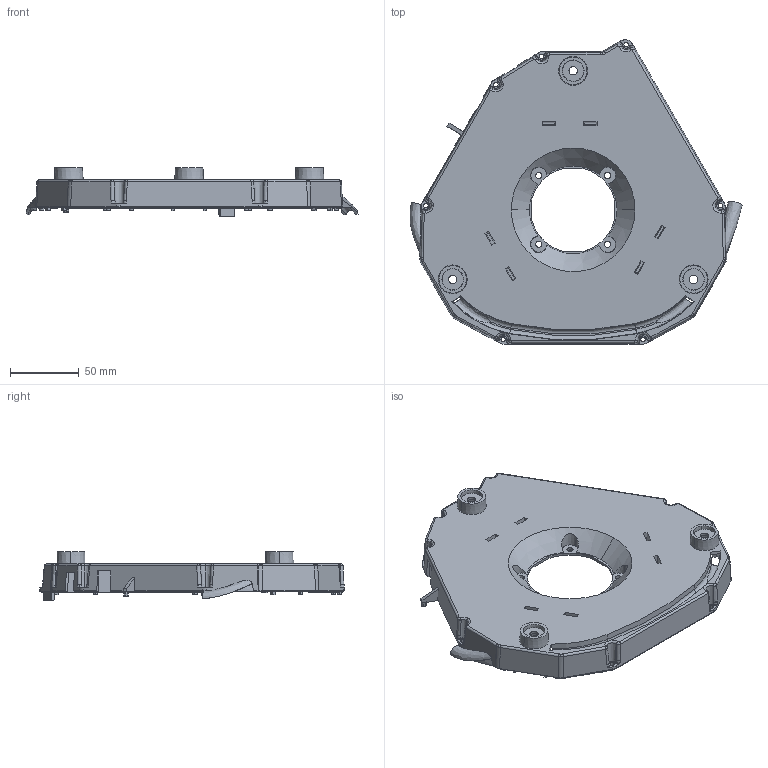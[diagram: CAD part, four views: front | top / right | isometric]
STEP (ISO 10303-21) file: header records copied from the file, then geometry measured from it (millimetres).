
FILE_DESCRIPTION (( 'STEP AP214' ), '1' );
FILE_NAME ('86011BaseEnclFinal.STEP', '2018-10-09T18:24:50', ( '' ), ( '' ), 'SwSTEP 2.0', 'SolidWorks 2018', '' );
FILE_SCHEMA (( 'AUTOMOTIVE_DESIGN' ));
Length unit declared in the file: millimetre
Products named in the file (1): 86011BaseEnclFinal
Bounding box: 241.62 x 221.78 x 35.57 mm (x, y, z)
Volume: 124834.8 mm3; surface area: 120712 mm2
Topology: 1 solids, 1 shells, 895 faces, 2431 edges, 1572 vertices
Faces by surface type: plane 489, cylinder 161, bspline 107, cone 104, torus 34
Entity records: 34733 total; most frequent: CARTESIAN_POINT 13489, ORIENTED_EDGE 4862, DIRECTION 3863, EDGE_CURVE 2431, VERTEX_POINT 1572, LINE 1389, VECTOR 1389, AXIS2_PLACEMENT_3D 1237
